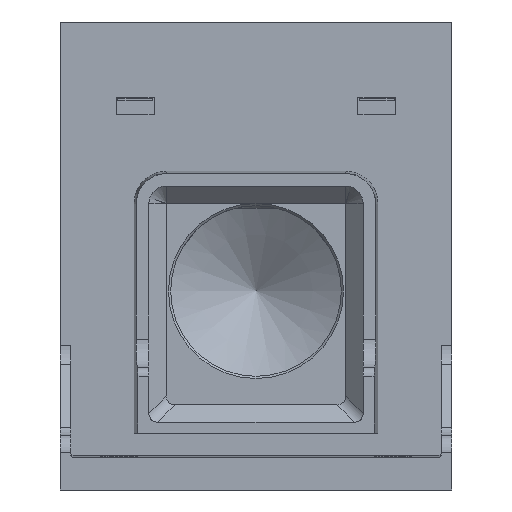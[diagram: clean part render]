
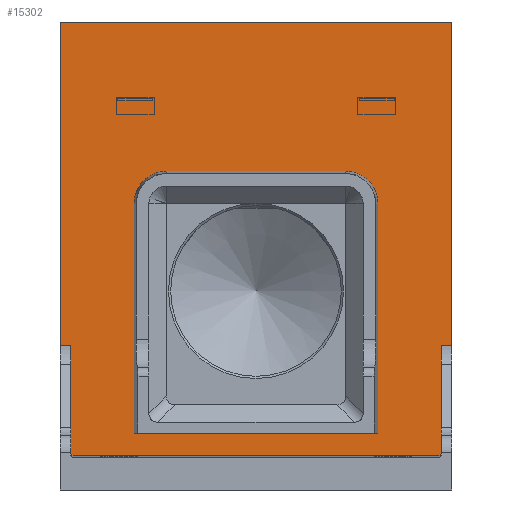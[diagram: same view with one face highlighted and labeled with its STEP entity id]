
A CAD part, left-side view. The second image highlights one B-rep face of the part: STEP entity #15302.
In plain terms, the highlighted planar face has unit normal (-1, 0, 0).
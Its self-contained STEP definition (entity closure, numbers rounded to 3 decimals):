
#559=CIRCLE('',#16302,7.373);
#560=CIRCLE('',#16303,7.373);
#712=ELLIPSE('',#16298,0.5,0.5);
#714=ELLIPSE('',#16301,0.5,0.5);
#1754=FACE_BOUND('',#2993,.T.);
#2098=FACE_OUTER_BOUND('',#2992,.T.);
#2992=EDGE_LOOP('',(#11361,#11362,#11363,#11364,#11365,#11366,#11367,#11368,
#11369,#11370));
#2993=EDGE_LOOP('',(#11371,#11372,#11373,#11374,#11375,#11376));
#4081=LINE('',#22268,#5617);
#4082=LINE('',#22272,#5618);
#4083=LINE('',#22274,#5619);
#4084=LINE('',#22276,#5620);
#4085=LINE('',#22278,#5621);
#4086=LINE('',#22280,#5622);
#4087=LINE('',#22282,#5623);
#4088=LINE('',#22283,#5624);
#4089=LINE('',#22286,#5625);
#4090=LINE('',#22288,#5626);
#4091=LINE('',#22292,#5627);
#4092=LINE('',#22295,#5628);
#5617=VECTOR('',#18249,83.6);
#5618=VECTOR('',#18252,24.607);
#5619=VECTOR('',#18253,2.5);
#5620=VECTOR('',#18254,74.015);
#5621=VECTOR('',#18255,89.6);
#5622=VECTOR('',#18256,74.015);
#5623=VECTOR('',#18257,2.5);
#5624=VECTOR('',#18258,24.607);
#5625=VECTOR('',#18259,55.746);
#5626=VECTOR('',#18260,52.5);
#5627=VECTOR('',#18263,41.);
#5628=VECTOR('',#18266,52.5);
#7114=VERTEX_POINT('',#22258);
#7115=VERTEX_POINT('',#22259);
#7118=VERTEX_POINT('',#22267);
#7119=VERTEX_POINT('',#22269);
#7120=VERTEX_POINT('',#22271);
#7121=VERTEX_POINT('',#22273);
#7122=VERTEX_POINT('',#22275);
#7123=VERTEX_POINT('',#22277);
#7124=VERTEX_POINT('',#22279);
#7125=VERTEX_POINT('',#22281);
#7126=VERTEX_POINT('',#22284);
#7127=VERTEX_POINT('',#22285);
#7128=VERTEX_POINT('',#22287);
#7129=VERTEX_POINT('',#22289);
#7130=VERTEX_POINT('',#22291);
#7131=VERTEX_POINT('',#22293);
#8720=EDGE_CURVE('',#7114,#7115,#712,.T.);
#8724=EDGE_CURVE('',#7115,#7118,#4081,.T.);
#8725=EDGE_CURVE('',#7118,#7119,#714,.T.);
#8726=EDGE_CURVE('',#7119,#7120,#4082,.T.);
#8727=EDGE_CURVE('',#7121,#7120,#4083,.T.);
#8728=EDGE_CURVE('',#7121,#7122,#4084,.T.);
#8729=EDGE_CURVE('',#7122,#7123,#4085,.T.);
#8730=EDGE_CURVE('',#7124,#7123,#4086,.T.);
#8731=EDGE_CURVE('',#7125,#7124,#4087,.T.);
#8732=EDGE_CURVE('',#7125,#7114,#4088,.T.);
#8733=EDGE_CURVE('',#7126,#7127,#4089,.T.);
#8734=EDGE_CURVE('',#7127,#7128,#4090,.T.);
#8735=EDGE_CURVE('',#7128,#7129,#559,.T.);
#8736=EDGE_CURVE('',#7129,#7130,#4091,.T.);
#8737=EDGE_CURVE('',#7130,#7131,#560,.T.);
#8738=EDGE_CURVE('',#7131,#7126,#4092,.T.);
#11361=ORIENTED_EDGE('',*,*,#8720,.T.);
#11362=ORIENTED_EDGE('',*,*,#8724,.T.);
#11363=ORIENTED_EDGE('',*,*,#8725,.T.);
#11364=ORIENTED_EDGE('',*,*,#8726,.T.);
#11365=ORIENTED_EDGE('',*,*,#8727,.F.);
#11366=ORIENTED_EDGE('',*,*,#8728,.T.);
#11367=ORIENTED_EDGE('',*,*,#8729,.T.);
#11368=ORIENTED_EDGE('',*,*,#8730,.F.);
#11369=ORIENTED_EDGE('',*,*,#8731,.F.);
#11370=ORIENTED_EDGE('',*,*,#8732,.T.);
#11371=ORIENTED_EDGE('',*,*,#8733,.T.);
#11372=ORIENTED_EDGE('',*,*,#8734,.T.);
#11373=ORIENTED_EDGE('',*,*,#8735,.T.);
#11374=ORIENTED_EDGE('',*,*,#8736,.T.);
#11375=ORIENTED_EDGE('',*,*,#8737,.T.);
#11376=ORIENTED_EDGE('',*,*,#8738,.T.);
#14663=PLANE('',#16300);
#15302=ADVANCED_FACE('',(#2098,#1754),#14663,.T.);
#16298=AXIS2_PLACEMENT_3D('',#22260,#18241,#18242);
#16300=AXIS2_PLACEMENT_3D('',#22266,#18247,#18248);
#16301=AXIS2_PLACEMENT_3D('',#22270,#18250,#18251);
#16302=AXIS2_PLACEMENT_3D('',#22290,#18261,#18262);
#16303=AXIS2_PLACEMENT_3D('',#22294,#18264,#18265);
#18241=DIRECTION('center_axis',(-1.,0.,0.));
#18242=DIRECTION('ref_axis',(0.,0.,
-1.));
#18247=DIRECTION('center_axis',(-1.,0.,0.));
#18248=DIRECTION('ref_axis',(0.,0.,1.));
#18249=DIRECTION('',(0.,-1.,0.));
#18250=DIRECTION('center_axis',(-1.,0.,0.));
#18251=DIRECTION('ref_axis',(0.,0.,
-1.));
#18252=DIRECTION('',(0.,0.,1.));
#18253=DIRECTION('',(0.,1.,0.));
#18254=DIRECTION('',(0.,0.,1.));
#18255=DIRECTION('',(0.,1.,0.));
#18256=DIRECTION('',(0.,0.,1.));
#18257=DIRECTION('',(0.,1.,0.));
#18258=DIRECTION('',(0.,0.,-1.));
#18259=DIRECTION('',(0.,1.,0.));
#18260=DIRECTION('',(0.,0.,1.));
#18261=DIRECTION('center_axis',(1.,0.,0.));
#18262=DIRECTION('ref_axis',(0.,0.,
1.));
#18263=DIRECTION('',(0.,-1.,0.));
#18264=DIRECTION('center_axis',(1.,0.,0.));
#18265=DIRECTION('ref_axis',(0.,-1.,0.));
#18266=DIRECTION('',(0.,0.,-1.));
#22258=CARTESIAN_POINT('',(0.,87.1,3.378));
#22259=CARTESIAN_POINT('',(0.,86.6,2.878));
#22260=CARTESIAN_POINT('Origin',(0.,86.6,3.378));
#22266=CARTESIAN_POINT('Origin',(0.,0.,0.));
#22267=CARTESIAN_POINT('',(0.,3.,2.878));
#22268=CARTESIAN_POINT('',(0.,22.4,2.878));
#22269=CARTESIAN_POINT('',(0.,2.5,3.378));
#22270=CARTESIAN_POINT('Origin',(0.,3.,
3.378));
#22271=CARTESIAN_POINT('',(0.,2.5,27.985));
#22272=CARTESIAN_POINT('',(0.,2.5,1.25));
#22273=CARTESIAN_POINT('',(0.,0.,27.985));
#22274=CARTESIAN_POINT('',(0.,0.312,27.985));
#22275=CARTESIAN_POINT('',(0.,0.,102.));
#22276=CARTESIAN_POINT('',(0.,0.,0.));
#22277=CARTESIAN_POINT('',(0.,89.6,102.));
#22278=CARTESIAN_POINT('',(0.,89.6,102.));
#22279=CARTESIAN_POINT('',(0.,89.6,27.985));
#22280=CARTESIAN_POINT('',(0.,89.6,0.));
#22281=CARTESIAN_POINT('',(0.,87.1,27.985));
#22282=CARTESIAN_POINT('',(0.,22.088,27.985));
#22283=CARTESIAN_POINT('',(0.,87.1,1.25));
#22284=CARTESIAN_POINT('',(0.,16.927,8.));
#22285=CARTESIAN_POINT('',(0.,72.673,8.));
#22286=CARTESIAN_POINT('',(0.,8.9,8.));
#22287=CARTESIAN_POINT('',(0.,72.673,60.5));
#22288=CARTESIAN_POINT('',(0.,72.673,4.));
#22289=CARTESIAN_POINT('',(0.,65.3,67.873));
#22290=CARTESIAN_POINT('Origin',(0.,65.3,60.5));
#22291=CARTESIAN_POINT('',(0.,24.3,67.873));
#22292=CARTESIAN_POINT('',(0.,32.65,67.873));
#22293=CARTESIAN_POINT('',(0.,16.927,60.5));
#22294=CARTESIAN_POINT('Origin',(0.,24.3,60.5));
#22295=CARTESIAN_POINT('',(0.,16.927,30.25));
